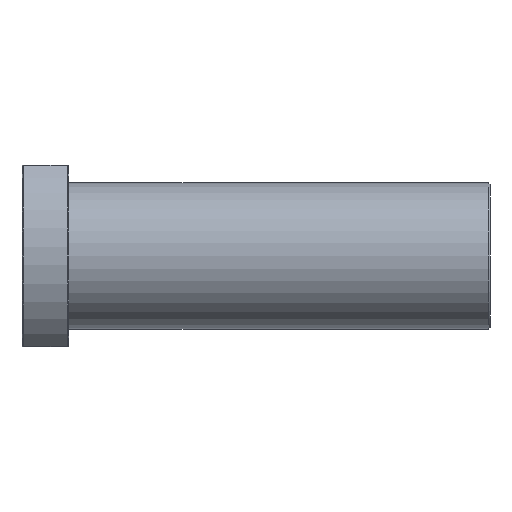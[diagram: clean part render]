
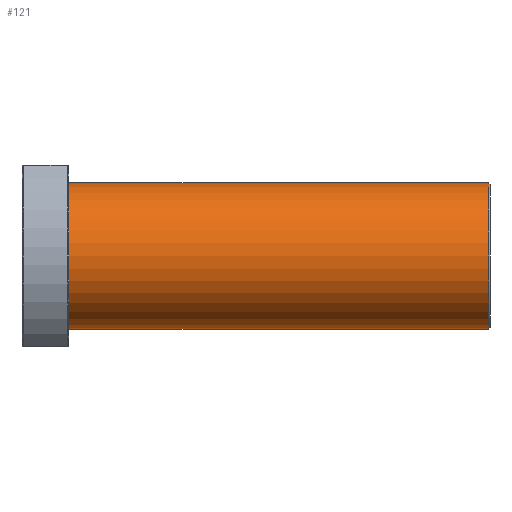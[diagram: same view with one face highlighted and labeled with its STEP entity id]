
A CAD part, front view. The second image highlights one B-rep face of the part: STEP entity #121.
In plain terms, the highlighted cylindrical face has radius 25 mm (diameter 50 mm), a partial arc.
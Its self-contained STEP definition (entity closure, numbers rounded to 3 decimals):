
#19 = DIRECTION ( 'NONE',  ( 0., 0., 1. ) ) ;
#36 = CARTESIAN_POINT ( 'NONE',  ( 83.559, 0., 0. ) ) ;
#55 = CARTESIAN_POINT ( 'NONE',  ( 83.559, 0., 25. ) ) ;
#59 = ORIENTED_EDGE ( 'NONE', *, *, #331, .F. ) ;
#121 = ADVANCED_FACE ( 'NONE', ( #406 ), #611, .T. ) ;
#126 = CARTESIAN_POINT ( 'NONE',  ( -149.49, 0., 25. ) ) ;
#149 = VECTOR ( 'NONE', #960, 1000. ) ;
#155 = AXIS2_PLACEMENT_3D ( 'NONE', #1156, #797, #683 ) ;
#253 = DIRECTION ( 'NONE',  ( 0., 0., 1. ) ) ;
#281 = CARTESIAN_POINT ( 'NONE',  ( -149.49, 0., -25. ) ) ;
#327 = CIRCLE ( 'NONE', #1010, 25. ) ;
#331 = EDGE_CURVE ( 'NONE', #884, #1205, #1021, .T. ) ;
#349 = CARTESIAN_POINT ( 'NONE',  ( -59.941, 0., 0. ) ) ;
#353 = ORIENTED_EDGE ( 'NONE', *, *, #616, .F. ) ;
#406 = FACE_OUTER_BOUND ( 'NONE', #499, .T. ) ;
#499 = EDGE_LOOP ( 'NONE', ( #59, #894, #650, #353 ) ) ;
#556 = VERTEX_POINT ( 'NONE', #55 ) ;
#610 = DIRECTION ( 'NONE',  ( -1., 0., 0. ) ) ;
#611 = CYLINDRICAL_SURFACE ( 'NONE', #155, 25. ) ;
#616 = EDGE_CURVE ( 'NONE', #1205, #813, #1180, .T. ) ;
#650 = ORIENTED_EDGE ( 'NONE', *, *, #1074, .T. ) ;
#656 = AXIS2_PLACEMENT_3D ( 'NONE', #349, #610, #253 ) ;
#658 = DIRECTION ( 'NONE',  ( -1., 0., 0. ) ) ;
#683 = DIRECTION ( 'NONE',  ( 0., 0., 1. ) ) ;
#797 = DIRECTION ( 'NONE',  ( -1., 0., 0. ) ) ;
#813 = VERTEX_POINT ( 'NONE', #900 ) ;
#842 = CARTESIAN_POINT ( 'NONE',  ( 83.559, 0., -25. ) ) ;
#848 = DIRECTION ( 'NONE',  ( -1., 0., 0. ) ) ;
#884 = VERTEX_POINT ( 'NONE', #842 ) ;
#894 = ORIENTED_EDGE ( 'NONE', *, *, #1113, .T. ) ;
#900 = CARTESIAN_POINT ( 'NONE',  ( -59.941, 0., 25. ) ) ;
#904 = CARTESIAN_POINT ( 'NONE',  ( -59.941, 0., -25. ) ) ;
#960 = DIRECTION ( 'NONE',  ( -1., 0., 0. ) ) ;
#972 = LINE ( 'NONE', #126, #149 ) ;
#1010 = AXIS2_PLACEMENT_3D ( 'NONE', #36, #848, #19 ) ;
#1021 = LINE ( 'NONE', #281, #1192 ) ;
#1074 = EDGE_CURVE ( 'NONE', #556, #813, #972, .T. ) ;
#1113 = EDGE_CURVE ( 'NONE', #884, #556, #327, .T. ) ;
#1156 = CARTESIAN_POINT ( 'NONE',  ( -149.49, 0., 0. ) ) ;
#1180 = CIRCLE ( 'NONE', #656, 25. ) ;
#1192 = VECTOR ( 'NONE', #658, 1000. ) ;
#1205 = VERTEX_POINT ( 'NONE', #904 ) ;
